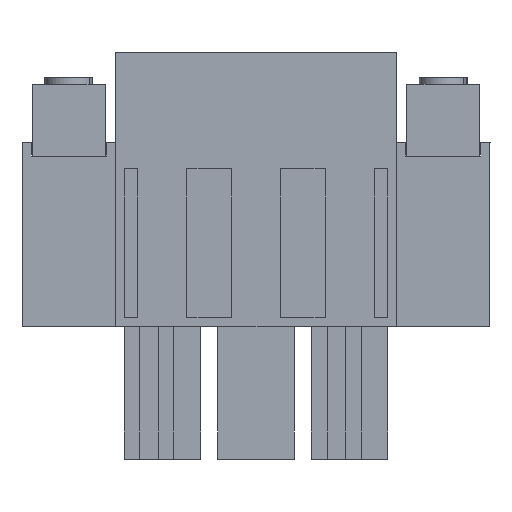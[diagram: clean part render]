
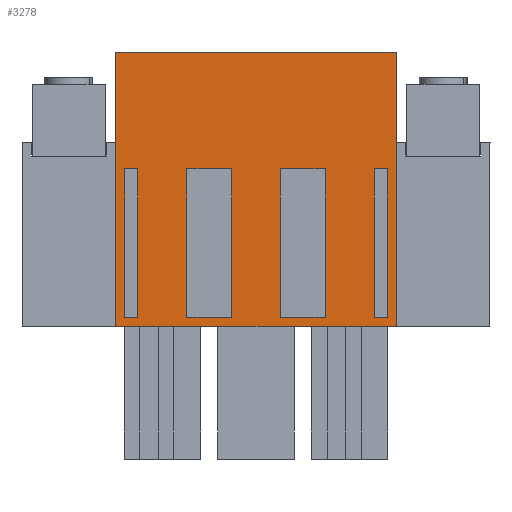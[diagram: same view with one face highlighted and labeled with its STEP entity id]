
A CAD part, front view. The second image highlights one B-rep face of the part: STEP entity #3278.
In plain terms, the highlighted planar face has unit normal (0, -1, 0).
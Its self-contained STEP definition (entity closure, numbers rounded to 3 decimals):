
#3122=AXIS2_PLACEMENT_3D('Plane Axis2P3D',#3119,#3120,#3121) ;
#1949=CARTESIAN_POINT('Vertex',(40.64,0.,14.4)) ;
#1952=CARTESIAN_POINT('Line Origine',(25.4,0.,14.4)) ;
#1956=CARTESIAN_POINT('Vertex',(10.16,0.,14.4)) ;
#2878=CARTESIAN_POINT('Vertex',(40.64,0.,44.1)) ;
#2881=CARTESIAN_POINT('Line Origine',(40.64,0.,29.25)) ;
#3119=CARTESIAN_POINT('Axis2P3D Location',(0.,0.,44.1)) ;
#3124=CARTESIAN_POINT('Line Origine',(25.4,0.,44.1)) ;
#3128=CARTESIAN_POINT('Vertex',(10.16,0.,44.1)) ;
#3131=CARTESIAN_POINT('Line Origine',(10.16,0.,29.25)) ;
#3142=CARTESIAN_POINT('Line Origine',(12.59,0.,23.45)) ;
#3146=CARTESIAN_POINT('Vertex',(12.59,0.,15.4)) ;
#3148=CARTESIAN_POINT('Vertex',(12.59,0.,31.5)) ;
#3151=CARTESIAN_POINT('Line Origine',(11.875,0.,15.4)) ;
#3155=CARTESIAN_POINT('Vertex',(11.16,0.,15.4)) ;
#3158=CARTESIAN_POINT('Line Origine',(11.16,0.,23.45)) ;
#3162=CARTESIAN_POINT('Vertex',(11.16,0.,31.5)) ;
#3165=CARTESIAN_POINT('Line Origine',(11.875,0.,31.5)) ;
#3176=CARTESIAN_POINT('Line Origine',(28.05,0.,23.45)) ;
#3180=CARTESIAN_POINT('Vertex',(28.05,0.,31.5)) ;
#3182=CARTESIAN_POINT('Vertex',(28.05,0.,15.4)) ;
#3185=CARTESIAN_POINT('Line Origine',(30.48,0.,31.5)) ;
#3189=CARTESIAN_POINT('Vertex',(32.91,0.,31.5)) ;
#3192=CARTESIAN_POINT('Line Origine',(32.91,0.,23.45)) ;
#3196=CARTESIAN_POINT('Vertex',(32.91,0.,15.4)) ;
#3199=CARTESIAN_POINT('Line Origine',(30.48,0.,15.4)) ;
#3210=CARTESIAN_POINT('Line Origine',(17.89,0.,23.45)) ;
#3214=CARTESIAN_POINT('Vertex',(17.89,0.,31.5)) ;
#3216=CARTESIAN_POINT('Vertex',(17.89,0.,15.4)) ;
#3219=CARTESIAN_POINT('Line Origine',(20.32,0.,31.5)) ;
#3223=CARTESIAN_POINT('Vertex',(22.75,0.,31.5)) ;
#3226=CARTESIAN_POINT('Line Origine',(22.75,0.,23.45)) ;
#3230=CARTESIAN_POINT('Vertex',(22.75,0.,15.4)) ;
#3233=CARTESIAN_POINT('Line Origine',(20.32,0.,15.4)) ;
#3244=CARTESIAN_POINT('Line Origine',(39.64,0.,23.45)) ;
#3248=CARTESIAN_POINT('Vertex',(39.64,0.,15.4)) ;
#3250=CARTESIAN_POINT('Vertex',(39.64,0.,31.5)) ;
#3253=CARTESIAN_POINT('Line Origine',(38.925,0.,15.4)) ;
#3257=CARTESIAN_POINT('Vertex',(38.21,0.,15.4)) ;
#3260=CARTESIAN_POINT('Line Origine',(38.21,0.,23.45)) ;
#3264=CARTESIAN_POINT('Vertex',(38.21,0.,31.5)) ;
#3267=CARTESIAN_POINT('Line Origine',(38.925,0.,31.5)) ;
#1953=DIRECTION('Vector Direction',(1.,0.,0.)) ;
#2882=DIRECTION('Vector Direction',(0.,0.,-1.)) ;
#3120=DIRECTION('Axis2P3D Direction',(0.,-1.,0.)) ;
#3121=DIRECTION('Axis2P3D XDirection',(0.,0.,-1.)) ;
#3125=DIRECTION('Vector Direction',(1.,0.,0.)) ;
#3132=DIRECTION('Vector Direction',(0.,0.,-1.)) ;
#3143=DIRECTION('Vector Direction',(0.,0.,1.)) ;
#3152=DIRECTION('Vector Direction',(1.,0.,0.)) ;
#3159=DIRECTION('Vector Direction',(0.,0.,1.)) ;
#3166=DIRECTION('Vector Direction',(1.,0.,0.)) ;
#3177=DIRECTION('Vector Direction',(0.,0.,1.)) ;
#3186=DIRECTION('Vector Direction',(-1.,0.,0.)) ;
#3193=DIRECTION('Vector Direction',(0.,0.,1.)) ;
#3200=DIRECTION('Vector Direction',(-1.,0.,0.)) ;
#3211=DIRECTION('Vector Direction',(0.,0.,-1.)) ;
#3220=DIRECTION('Vector Direction',(1.,0.,0.)) ;
#3227=DIRECTION('Vector Direction',(0.,0.,1.)) ;
#3234=DIRECTION('Vector Direction',(-1.,0.,0.)) ;
#3245=DIRECTION('Vector Direction',(0.,0.,-1.)) ;
#3254=DIRECTION('Vector Direction',(-1.,0.,0.)) ;
#3261=DIRECTION('Vector Direction',(0.,0.,1.)) ;
#3268=DIRECTION('Vector Direction',(1.,0.,0.)) ;
#1954=VECTOR('Line Direction',#1953,1.) ;
#2883=VECTOR('Line Direction',#2882,1.) ;
#3126=VECTOR('Line Direction',#3125,1.) ;
#3133=VECTOR('Line Direction',#3132,1.) ;
#3144=VECTOR('Line Direction',#3143,1.) ;
#3153=VECTOR('Line Direction',#3152,1.) ;
#3160=VECTOR('Line Direction',#3159,1.) ;
#3167=VECTOR('Line Direction',#3166,1.) ;
#3178=VECTOR('Line Direction',#3177,1.) ;
#3187=VECTOR('Line Direction',#3186,1.) ;
#3194=VECTOR('Line Direction',#3193,1.) ;
#3201=VECTOR('Line Direction',#3200,1.) ;
#3212=VECTOR('Line Direction',#3211,1.) ;
#3221=VECTOR('Line Direction',#3220,1.) ;
#3228=VECTOR('Line Direction',#3227,1.) ;
#3235=VECTOR('Line Direction',#3234,1.) ;
#3246=VECTOR('Line Direction',#3245,1.) ;
#3255=VECTOR('Line Direction',#3254,1.) ;
#3262=VECTOR('Line Direction',#3261,1.) ;
#3269=VECTOR('Line Direction',#3268,1.) ;
#3137=ORIENTED_EDGE('',*,*,#2885,.F.) ;
#3138=ORIENTED_EDGE('',*,*,#3130,.F.) ;
#3139=ORIENTED_EDGE('',*,*,#3135,.F.) ;
#3140=ORIENTED_EDGE('',*,*,#1958,.T.) ;
#3171=ORIENTED_EDGE('',*,*,#3150,.F.) ;
#3172=ORIENTED_EDGE('',*,*,#3157,.F.) ;
#3173=ORIENTED_EDGE('',*,*,#3164,.F.) ;
#3174=ORIENTED_EDGE('',*,*,#3169,.F.) ;
#3205=ORIENTED_EDGE('',*,*,#3184,.F.) ;
#3206=ORIENTED_EDGE('',*,*,#3191,.F.) ;
#3207=ORIENTED_EDGE('',*,*,#3198,.F.) ;
#3208=ORIENTED_EDGE('',*,*,#3203,.F.) ;
#3239=ORIENTED_EDGE('',*,*,#3218,.F.) ;
#3240=ORIENTED_EDGE('',*,*,#3225,.F.) ;
#3241=ORIENTED_EDGE('',*,*,#3232,.F.) ;
#3242=ORIENTED_EDGE('',*,*,#3237,.F.) ;
#3273=ORIENTED_EDGE('',*,*,#3252,.F.) ;
#3274=ORIENTED_EDGE('',*,*,#3259,.F.) ;
#3275=ORIENTED_EDGE('',*,*,#3266,.F.) ;
#3276=ORIENTED_EDGE('',*,*,#3271,.F.) ;
#3175=FACE_BOUND('',#3170,.T.) ;
#3209=FACE_BOUND('',#3204,.T.) ;
#3243=FACE_BOUND('',#3238,.T.) ;
#3277=FACE_BOUND('',#3272,.T.) ;
#3278=ADVANCED_FACE('HOUSING.2',(#3141,#3175,#3209,#3243,#3277),#3123,.T.) ;
#1958=EDGE_CURVE('',#1957,#1950,#1955,.T.) ;
#2885=EDGE_CURVE('',#2879,#1950,#2884,.T.) ;
#3130=EDGE_CURVE('',#3129,#2879,#3127,.T.) ;
#3135=EDGE_CURVE('',#1957,#3129,#3134,.F.) ;
#3150=EDGE_CURVE('',#3147,#3149,#3145,.T.) ;
#3157=EDGE_CURVE('',#3156,#3147,#3154,.T.) ;
#3164=EDGE_CURVE('',#3163,#3156,#3161,.F.) ;
#3169=EDGE_CURVE('',#3149,#3163,#3168,.F.) ;
#3184=EDGE_CURVE('',#3181,#3183,#3179,.F.) ;
#3191=EDGE_CURVE('',#3190,#3181,#3188,.T.) ;
#3198=EDGE_CURVE('',#3197,#3190,#3195,.T.) ;
#3203=EDGE_CURVE('',#3183,#3197,#3202,.F.) ;
#3218=EDGE_CURVE('',#3215,#3217,#3213,.T.) ;
#3225=EDGE_CURVE('',#3224,#3215,#3222,.F.) ;
#3232=EDGE_CURVE('',#3231,#3224,#3229,.T.) ;
#3237=EDGE_CURVE('',#3217,#3231,#3236,.F.) ;
#3252=EDGE_CURVE('',#3249,#3251,#3247,.F.) ;
#3259=EDGE_CURVE('',#3258,#3249,#3256,.F.) ;
#3266=EDGE_CURVE('',#3265,#3258,#3263,.F.) ;
#3271=EDGE_CURVE('',#3251,#3265,#3270,.F.) ;
#3136=EDGE_LOOP('',(#3137,#3138,#3139,#3140)) ;
#3170=EDGE_LOOP('',(#3171,#3172,#3173,#3174)) ;
#3204=EDGE_LOOP('',(#3205,#3206,#3207,#3208)) ;
#3238=EDGE_LOOP('',(#3239,#3240,#3241,#3242)) ;
#3272=EDGE_LOOP('',(#3273,#3274,#3275,#3276)) ;
#3141=FACE_OUTER_BOUND('',#3136,.T.) ;
#1955=LINE('Line',#1952,#1954) ;
#2884=LINE('Line',#2881,#2883) ;
#3127=LINE('Line',#3124,#3126) ;
#3134=LINE('Line',#3131,#3133) ;
#3145=LINE('Line',#3142,#3144) ;
#3154=LINE('Line',#3151,#3153) ;
#3161=LINE('Line',#3158,#3160) ;
#3168=LINE('Line',#3165,#3167) ;
#3179=LINE('Line',#3176,#3178) ;
#3188=LINE('Line',#3185,#3187) ;
#3195=LINE('Line',#3192,#3194) ;
#3202=LINE('Line',#3199,#3201) ;
#3213=LINE('Line',#3210,#3212) ;
#3222=LINE('Line',#3219,#3221) ;
#3229=LINE('Line',#3226,#3228) ;
#3236=LINE('Line',#3233,#3235) ;
#3247=LINE('Line',#3244,#3246) ;
#3256=LINE('Line',#3253,#3255) ;
#3263=LINE('Line',#3260,#3262) ;
#3270=LINE('Line',#3267,#3269) ;
#3123=PLANE('',#3122) ;
#1950=VERTEX_POINT('',#1949) ;
#1957=VERTEX_POINT('',#1956) ;
#2879=VERTEX_POINT('',#2878) ;
#3129=VERTEX_POINT('',#3128) ;
#3147=VERTEX_POINT('',#3146) ;
#3149=VERTEX_POINT('',#3148) ;
#3156=VERTEX_POINT('',#3155) ;
#3163=VERTEX_POINT('',#3162) ;
#3181=VERTEX_POINT('',#3180) ;
#3183=VERTEX_POINT('',#3182) ;
#3190=VERTEX_POINT('',#3189) ;
#3197=VERTEX_POINT('',#3196) ;
#3215=VERTEX_POINT('',#3214) ;
#3217=VERTEX_POINT('',#3216) ;
#3224=VERTEX_POINT('',#3223) ;
#3231=VERTEX_POINT('',#3230) ;
#3249=VERTEX_POINT('',#3248) ;
#3251=VERTEX_POINT('',#3250) ;
#3258=VERTEX_POINT('',#3257) ;
#3265=VERTEX_POINT('',#3264) ;
